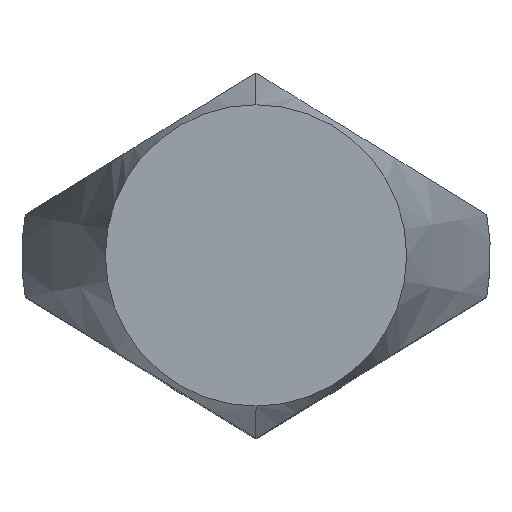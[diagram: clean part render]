
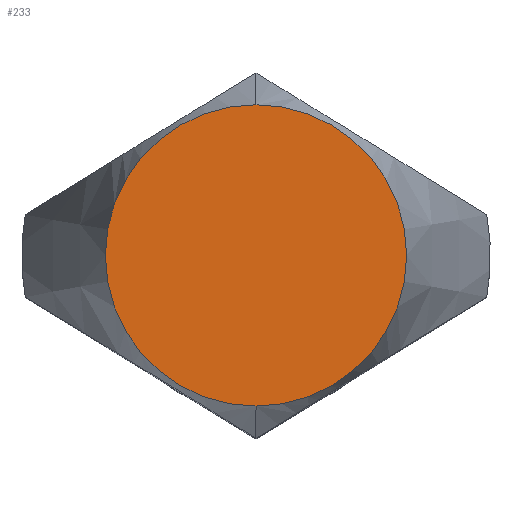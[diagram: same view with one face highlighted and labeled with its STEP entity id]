
A CAD part, top view. The second image highlights one B-rep face of the part: STEP entity #233.
In plain terms, the highlighted planar face has unit normal (0, 0, 1).
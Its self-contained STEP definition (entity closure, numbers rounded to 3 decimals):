
#127=EDGE_CURVE('',#317,#257,#341,.T.);
#203=EDGE_CURVE('',#257,#317,#426,.T.);
#233=ADVANCED_FACE('',(#457),#458,.T.);
#257=VERTEX_POINT('',#487);
#317=VERTEX_POINT('',#553);
#341=CIRCLE('',#570,1.928);
#426=CIRCLE('',#714,1.928);
#457=FACE_OUTER_BOUND('',#757,.T.);
#458=PLANE('',#758);
#487=CARTESIAN_POINT('',(0.,1.928,7.));
#553=CARTESIAN_POINT('',(0.,-1.928,7.));
#570=AXIS2_PLACEMENT_3D('',#891,#892,#893);
#714=AXIS2_PLACEMENT_3D('',#1004,#1005,#1006);
#757=EDGE_LOOP('',(#1031,#1032));
#758=AXIS2_PLACEMENT_3D('',#1033,#1034,#1035);
#891=CARTESIAN_POINT('',(0.,0.,7.));
#892=DIRECTION('',(0.0,0.0,1.0));
#893=DIRECTION('',(0.,-1.0,0.0));
#1004=CARTESIAN_POINT('',(0.,0.,7.));
#1005=DIRECTION('',(0.0,0.0,1.0));
#1006=DIRECTION('',(0.,-1.0,0.0));
#1031=ORIENTED_EDGE('',*,*,#127,.T.);
#1032=ORIENTED_EDGE('',*,*,#203,.T.);
#1033=CARTESIAN_POINT('',(0.,-0.964,7.));
#1034=DIRECTION('',(0.0,0.0,1.0));
#1035=DIRECTION('',(0.,-1.0,0.0));
